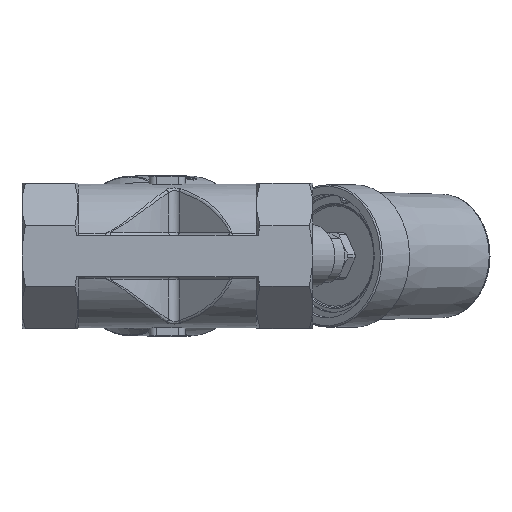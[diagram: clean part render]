
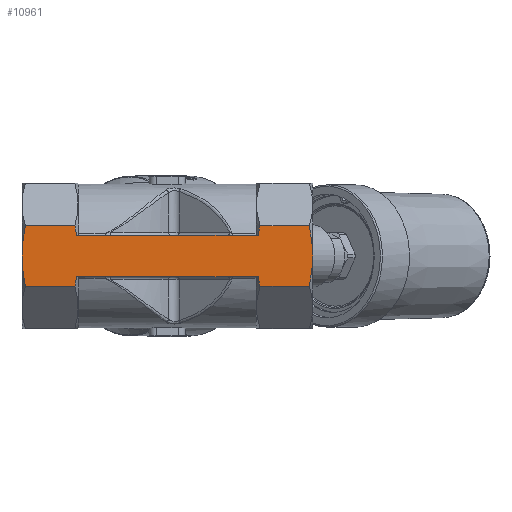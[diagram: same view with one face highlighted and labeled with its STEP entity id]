
A CAD part, front view. The second image highlights one B-rep face of the part: STEP entity #10961.
In plain terms, the highlighted planar face has unit normal (0, -1, 0).
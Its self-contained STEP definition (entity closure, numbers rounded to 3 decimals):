
#73=(
BOUNDED_CURVE()
B_SPLINE_CURVE(2,(#17201,#17202,#17203),.UNSPECIFIED.,.F.,.F.)
B_SPLINE_CURVE_WITH_KNOTS((3,3),(2.757,3.496),
 .UNSPECIFIED.)
CURVE()
GEOMETRIC_REPRESENTATION_ITEM()
RATIONAL_B_SPLINE_CURVE((1.166,1.18,1.19))
REPRESENTATION_ITEM('')
);
#81=(
BOUNDED_CURVE()
B_SPLINE_CURVE(2,(#17872,#17873,#17874),.UNSPECIFIED.,.F.,.F.)
B_SPLINE_CURVE_WITH_KNOTS((3,3),(8.04,8.825),
 .UNSPECIFIED.)
CURVE()
GEOMETRIC_REPRESENTATION_ITEM()
RATIONAL_B_SPLINE_CURVE((1.254,1.244,1.229))
REPRESENTATION_ITEM('')
);
#83=(
BOUNDED_CURVE()
B_SPLINE_CURVE(2,(#17988,#17989,#17990),.UNSPECIFIED.,.F.,.F.)
B_SPLINE_CURVE_WITH_KNOTS((3,3),(3.554,4.338),
 .UNSPECIFIED.)
CURVE()
GEOMETRIC_REPRESENTATION_ITEM()
RATIONAL_B_SPLINE_CURVE((1.229,1.244,1.254))
REPRESENTATION_ITEM('')
);
#92=(
BOUNDED_CURVE()
B_SPLINE_CURVE(2,(#18285,#18286,#18287),.UNSPECIFIED.,.F.,.F.)
B_SPLINE_CURVE_WITH_KNOTS((3,3),(6.986,7.725),
 .UNSPECIFIED.)
CURVE()
GEOMETRIC_REPRESENTATION_ITEM()
RATIONAL_B_SPLINE_CURVE((1.19,1.18,1.166))
REPRESENTATION_ITEM('')
);
#104=(
BOUNDED_CURVE()
B_SPLINE_CURVE(2,(#22806,#22807,#22808),.UNSPECIFIED.,.F.,.F.)
B_SPLINE_CURVE_WITH_KNOTS((3,3),(2.256,4.557),
 .UNSPECIFIED.)
CURVE()
GEOMETRIC_REPRESENTATION_ITEM()
RATIONAL_B_SPLINE_CURVE((1.04,1.041,1.))
REPRESENTATION_ITEM('')
);
#105=(
BOUNDED_CURVE()
B_SPLINE_CURVE(2,(#22811,#22812,#22813),.UNSPECIFIED.,.F.,.F.)
B_SPLINE_CURVE_WITH_KNOTS((3,3),(4.557,6.857),
 .UNSPECIFIED.)
CURVE()
GEOMETRIC_REPRESENTATION_ITEM()
RATIONAL_B_SPLINE_CURVE((1.,1.041,1.04))
REPRESENTATION_ITEM('')
);
#109=(
BOUNDED_CURVE()
B_SPLINE_CURVE(2,(#22831,#22832,#22833),.UNSPECIFIED.,.F.,.F.)
B_SPLINE_CURVE_WITH_KNOTS((3,3),(2.751,5.105),
 .UNSPECIFIED.)
CURVE()
GEOMETRIC_REPRESENTATION_ITEM()
RATIONAL_B_SPLINE_CURVE((1.048,1.045,1.))
REPRESENTATION_ITEM('')
);
#112=(
BOUNDED_CURVE()
B_SPLINE_CURVE(2,(#22845,#22846,#22847),.UNSPECIFIED.,.F.,.F.)
B_SPLINE_CURVE_WITH_KNOTS((3,3),(5.105,7.459),
 .UNSPECIFIED.)
CURVE()
GEOMETRIC_REPRESENTATION_ITEM()
RATIONAL_B_SPLINE_CURVE((1.,1.045,1.048))
REPRESENTATION_ITEM('')
);
#1939=FACE_OUTER_BOUND('',#2606,.T.);
#2606=EDGE_LOOP('',(#9152,#9153,#9154,#9155,#9156,#9157,#9158,#9159,#9160,
#9161,#9162,#9163,#9164,#9165));
#2996=LINE('',#17854,#3652);
#3001=LINE('',#18011,#3657);
#3333=LINE('',#22907,#3989);
#3334=LINE('',#22909,#3990);
#3335=LINE('',#22910,#3991);
#3336=LINE('',#22911,#3992);
#3652=VECTOR('',#12903,10.);
#3657=VECTOR('',#12944,10.);
#3989=VECTOR('',#13994,10.);
#3990=VECTOR('',#13997,10.);
#3991=VECTOR('',#13998,10.);
#3992=VECTOR('',#13999,10.);
#4457=VERTEX_POINT('',#17196);
#4458=VERTEX_POINT('',#17200);
#4497=VERTEX_POINT('',#17850);
#4501=VERTEX_POINT('',#17868);
#4514=VERTEX_POINT('',#17983);
#4515=VERTEX_POINT('',#17987);
#4519=VERTEX_POINT('',#18007);
#4526=VERTEX_POINT('',#18281);
#4894=VERTEX_POINT('',#22800);
#4895=VERTEX_POINT('',#22804);
#4896=VERTEX_POINT('',#22810);
#4899=VERTEX_POINT('',#22829);
#4900=VERTEX_POINT('',#22830);
#4902=VERTEX_POINT('',#22840);
#5618=EDGE_CURVE('',#4458,#4457,#73,.T.);
#5682=EDGE_CURVE('',#4457,#4497,#2996,.T.);
#5687=EDGE_CURVE('',#4497,#4501,#81,.T.);
#5709=EDGE_CURVE('',#4515,#4514,#83,.T.);
#5715=EDGE_CURVE('',#4514,#4519,#3001,.T.);
#5733=EDGE_CURVE('',#4519,#4526,#92,.T.);
#6381=EDGE_CURVE('',#4894,#4895,#104,.T.);
#6382=EDGE_CURVE('',#4895,#4896,#105,.T.);
#6388=EDGE_CURVE('',#4899,#4900,#109,.T.);
#6392=EDGE_CURVE('',#4900,#4902,#112,.T.);
#6414=EDGE_CURVE('',#4896,#4515,#3333,.T.);
#6415=EDGE_CURVE('',#4894,#4501,#3334,.T.);
#6416=EDGE_CURVE('',#4899,#4526,#3335,.T.);
#6417=EDGE_CURVE('',#4902,#4458,#3336,.T.);
#9152=ORIENTED_EDGE('',*,*,#5687,.T.);
#9153=ORIENTED_EDGE('',*,*,#6415,.F.);
#9154=ORIENTED_EDGE('',*,*,#6381,.T.);
#9155=ORIENTED_EDGE('',*,*,#6382,.T.);
#9156=ORIENTED_EDGE('',*,*,#6414,.T.);
#9157=ORIENTED_EDGE('',*,*,#5709,.T.);
#9158=ORIENTED_EDGE('',*,*,#5715,.T.);
#9159=ORIENTED_EDGE('',*,*,#5733,.T.);
#9160=ORIENTED_EDGE('',*,*,#6416,.F.);
#9161=ORIENTED_EDGE('',*,*,#6388,.T.);
#9162=ORIENTED_EDGE('',*,*,#6392,.T.);
#9163=ORIENTED_EDGE('',*,*,#6417,.T.);
#9164=ORIENTED_EDGE('',*,*,#5618,.T.);
#9165=ORIENTED_EDGE('',*,*,#5682,.T.);
#10440=PLANE('',#11896);
#10961=ADVANCED_FACE('',(#1939),#10440,.T.);
#11896=AXIS2_PLACEMENT_3D('',#22908,#13995,#13996);
#12903=DIRECTION('',(1.,0.,0.));
#12944=DIRECTION('',(-1.,0.,0.));
#13994=DIRECTION('',(-1.,0.,0.));
#13995=DIRECTION('center_axis',(0.,-1.,0.));
#13996=DIRECTION('ref_axis',(0.,0.,-1.));
#13997=DIRECTION('',(-1.,0.,0.));
#13998=DIRECTION('',(1.,0.,0.));
#13999=DIRECTION('',(1.,0.,0.));
#17196=CARTESIAN_POINT('',(-62.438,-50.,-14.25));
#17200=CARTESIAN_POINT('',(-63.667,-50.,-20.711));
#17201=CARTESIAN_POINT('Ctrl Pts',(-63.667,-50.,-20.711));
#17202=CARTESIAN_POINT('Ctrl Pts',(-62.939,-50.,-17.416));
#17203=CARTESIAN_POINT('Ctrl Pts',(-62.438,-50.,-14.25));
#17850=CARTESIAN_POINT('',(62.438,-50.,-14.25));
#17854=CARTESIAN_POINT('',(-73.378,-50.,-14.25));
#17868=CARTESIAN_POINT('',(63.667,-50.,-20.711));
#17872=CARTESIAN_POINT('Ctrl Pts',(62.438,-50.,-14.25));
#17873=CARTESIAN_POINT('Ctrl Pts',(62.939,-50.,-17.416));
#17874=CARTESIAN_POINT('Ctrl Pts',(63.667,-50.,-20.711));
#17983=CARTESIAN_POINT('',(62.438,-50.,14.25));
#17987=CARTESIAN_POINT('',(63.667,-50.,20.711));
#17988=CARTESIAN_POINT('Ctrl Pts',(63.667,-50.,20.711));
#17989=CARTESIAN_POINT('Ctrl Pts',(62.939,-50.,17.416));
#17990=CARTESIAN_POINT('Ctrl Pts',(62.438,-50.,14.25));
#18007=CARTESIAN_POINT('',(-62.438,-50.,14.25));
#18011=CARTESIAN_POINT('',(-73.378,-50.,14.25));
#18281=CARTESIAN_POINT('',(-63.667,-50.,20.711));
#18285=CARTESIAN_POINT('Ctrl Pts',(-62.438,-50.,14.25));
#18286=CARTESIAN_POINT('Ctrl Pts',(-62.939,-50.,17.416));
#18287=CARTESIAN_POINT('Ctrl Pts',(-63.667,-50.,20.711));
#22800=CARTESIAN_POINT('',(97.622,-50.,-20.711));
#22804=CARTESIAN_POINT('',(100.,-50.,0.));
#22806=CARTESIAN_POINT('Ctrl Pts',(97.622,-50.,-20.711));
#22807=CARTESIAN_POINT('Ctrl Pts',(100.,-50.,-9.946));
#22808=CARTESIAN_POINT('Ctrl Pts',(100.,-50.,0.));
#22810=CARTESIAN_POINT('',(97.622,-50.,20.711));
#22811=CARTESIAN_POINT('Ctrl Pts',(100.,-50.,0.));
#22812=CARTESIAN_POINT('Ctrl Pts',(100.,-50.,9.946));
#22813=CARTESIAN_POINT('Ctrl Pts',(97.622,-50.,20.711));
#22829=CARTESIAN_POINT('',(-97.622,-50.,20.711));
#22830=CARTESIAN_POINT('',(-100.,-50.,0.));
#22831=CARTESIAN_POINT('Ctrl Pts',(-97.622,-50.,20.711));
#22832=CARTESIAN_POINT('Ctrl Pts',(-100.,-50.,9.946));
#22833=CARTESIAN_POINT('Ctrl Pts',(-100.,-50.,0.));
#22840=CARTESIAN_POINT('',(-97.622,-50.,-20.711));
#22845=CARTESIAN_POINT('Ctrl Pts',(-100.,-50.,0.));
#22846=CARTESIAN_POINT('Ctrl Pts',(-100.,-50.,-9.946));
#22847=CARTESIAN_POINT('Ctrl Pts',(-97.622,-50.,-20.711));
#22907=CARTESIAN_POINT('',(100.,-50.,20.711));
#22908=CARTESIAN_POINT('Origin',(100.,-50.,20.711));
#22909=CARTESIAN_POINT('',(100.,-50.,-20.711));
#22910=CARTESIAN_POINT('',(-100.,-50.,20.711));
#22911=CARTESIAN_POINT('',(-100.,-50.,-20.711));
